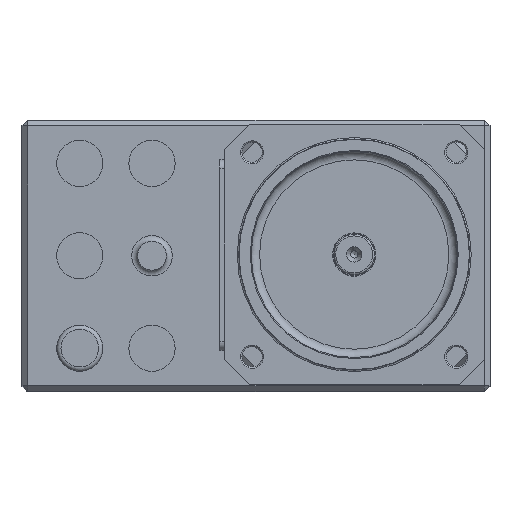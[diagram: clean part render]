
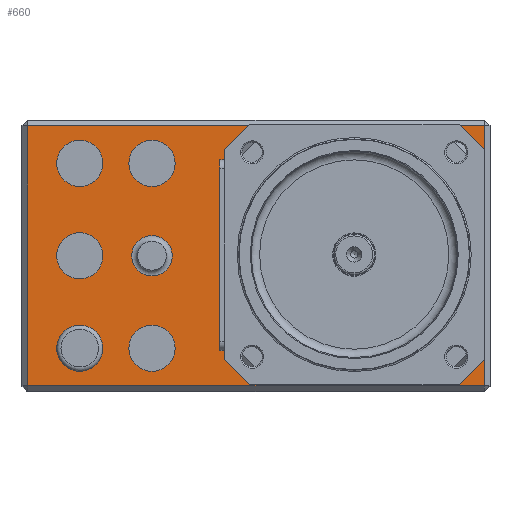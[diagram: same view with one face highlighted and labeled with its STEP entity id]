
A CAD part, top view. The second image highlights one B-rep face of the part: STEP entity #660.
In plain terms, the highlighted face is planar.
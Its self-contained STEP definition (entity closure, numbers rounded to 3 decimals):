
#163=PLANE('',#2432);
#245=FACE_BOUND('',#970,.T.);
#246=FACE_BOUND('',#972,.T.);
#247=FACE_BOUND('',#973,.T.);
#248=FACE_BOUND('',#974,.T.);
#249=FACE_BOUND('',#975,.T.);
#250=FACE_BOUND('',#976,.T.);
#251=FACE_BOUND('',#977,.T.);
#409=LINE('',#3984,#533);
#410=LINE('',#3987,#534);
#411=LINE('',#3989,#535);
#412=LINE('',#3991,#536);
#533=VECTOR('',#2987,1.);
#534=VECTOR('',#2988,1.);
#535=VECTOR('',#2989,1.);
#536=VECTOR('',#2990,1.);
#660=ADVANCED_FACE('',(#245,#799,#246,#247,#248,#249,#250,#251),#163,.T.);
#799=FACE_OUTER_BOUND('',#971,.T.);
#970=EDGE_LOOP('',(#1597));
#971=EDGE_LOOP('',(#1598,#1599,#1600,#1601));
#972=EDGE_LOOP('',(#1602));
#973=EDGE_LOOP('',(#1603));
#974=EDGE_LOOP('',(#1604));
#975=EDGE_LOOP('',(#1605));
#976=EDGE_LOOP('',(#1606));
#977=EDGE_LOOP('',(#1607));
#1119=CIRCLE('',#2425,7.);
#1120=CIRCLE('',#2426,8.);
#1121=CIRCLE('',#2427,8.);
#1122=CIRCLE('',#2428,8.);
#1123=CIRCLE('',#2429,8.);
#1124=CIRCLE('',#2430,8.);
#1125=CIRCLE('',#2431,24.);
#1597=ORIENTED_EDGE('',*,*,#2142,.T.);
#1598=ORIENTED_EDGE('',*,*,#2143,.T.);
#1599=ORIENTED_EDGE('',*,*,#2144,.T.);
#1600=ORIENTED_EDGE('',*,*,#2145,.T.);
#1601=ORIENTED_EDGE('',*,*,#2146,.T.);
#1602=ORIENTED_EDGE('',*,*,#2147,.F.);
#1603=ORIENTED_EDGE('',*,*,#2148,.T.);
#1604=ORIENTED_EDGE('',*,*,#2149,.T.);
#1605=ORIENTED_EDGE('',*,*,#2150,.T.);
#1606=ORIENTED_EDGE('',*,*,#2151,.T.);
#1607=ORIENTED_EDGE('',*,*,#2152,.F.);
#1877=VERTEX_POINT('',#3983);
#1878=VERTEX_POINT('',#3985);
#1879=VERTEX_POINT('',#3986);
#1880=VERTEX_POINT('',#3988);
#1881=VERTEX_POINT('',#3990);
#1882=VERTEX_POINT('',#3993);
#1883=VERTEX_POINT('',#3995);
#1884=VERTEX_POINT('',#3997);
#1885=VERTEX_POINT('',#3999);
#1886=VERTEX_POINT('',#4001);
#1887=VERTEX_POINT('',#4003);
#2142=EDGE_CURVE('',#1877,#1877,#1119,.T.);
#2143=EDGE_CURVE('',#1878,#1879,#409,.T.);
#2144=EDGE_CURVE('',#1879,#1880,#410,.T.);
#2145=EDGE_CURVE('',#1880,#1881,#411,.T.);
#2146=EDGE_CURVE('',#1881,#1878,#412,.T.);
#2147=EDGE_CURVE('',#1882,#1882,#1120,.T.);
#2148=EDGE_CURVE('',#1883,#1883,#1121,.T.);
#2149=EDGE_CURVE('',#1884,#1884,#1122,.T.);
#2150=EDGE_CURVE('',#1885,#1885,#1123,.T.);
#2151=EDGE_CURVE('',#1886,#1886,#1124,.T.);
#2152=EDGE_CURVE('',#1887,#1887,#1125,.T.);
#2425=AXIS2_PLACEMENT_3D('',#3982,#2985,#2986);
#2426=AXIS2_PLACEMENT_3D('',#3992,#2991,#2992);
#2427=AXIS2_PLACEMENT_3D('',#3994,#2993,#2994);
#2428=AXIS2_PLACEMENT_3D('',#3996,#2995,#2996);
#2429=AXIS2_PLACEMENT_3D('',#3998,#2997,#2998);
#2430=AXIS2_PLACEMENT_3D('',#4000,#2999,#3000);
#2431=AXIS2_PLACEMENT_3D('',#4002,#3001,#3002);
#2432=AXIS2_PLACEMENT_3D('',#4004,#3003,#3004);
#2985=DIRECTION('',(0.,0.,1.));
#2986=DIRECTION('',(-1.,0.,0.));
#2987=DIRECTION('',(1.,0.,0.));
#2988=DIRECTION('',(0.,-1.,0.));
#2989=DIRECTION('',(-1.,0.,0.));
#2990=DIRECTION('',(0.,1.,0.));
#2991=DIRECTION('',(0.,0.,-1.));
#2992=DIRECTION('',(-1.,0.,0.));
#2993=DIRECTION('',(0.,0.,1.));
#2994=DIRECTION('',(1.,0.,0.));
#2995=DIRECTION('',(0.,0.,1.));
#2996=DIRECTION('',(1.,0.,0.));
#2997=DIRECTION('',(0.,0.,1.));
#2998=DIRECTION('',(1.,0.,0.));
#2999=DIRECTION('',(0.,0.,1.));
#3000=DIRECTION('',(1.,0.,0.));
#3001=DIRECTION('',(0.,0.,-1.));
#3002=DIRECTION('',(-1.,0.,0.));
#3003=DIRECTION('',(0.,0.,-1.));
#3004=DIRECTION('',(-1.,0.,0.));
#3982=CARTESIAN_POINT('',(45.,47.,0.));
#3983=CARTESIAN_POINT('',(38.,47.,0.));
#3984=CARTESIAN_POINT('',(81.,92.,0.));
#3985=CARTESIAN_POINT('',(2.,92.,0.));
#3986=CARTESIAN_POINT('',(160.,92.,0.));
#3987=CARTESIAN_POINT('',(160.,47.,0.));
#3988=CARTESIAN_POINT('',(160.,2.,0.));
#3989=CARTESIAN_POINT('',(81.,2.,0.));
#3990=CARTESIAN_POINT('',(2.,2.,0.));
#3991=CARTESIAN_POINT('',(2.,47.,0.));
#3992=CARTESIAN_POINT('',(20.,79.,0.));
#3993=CARTESIAN_POINT('',(12.,79.,0.));
#3994=CARTESIAN_POINT('',(20.,47.,0.));
#3995=CARTESIAN_POINT('',(28.,47.,0.));
#3996=CARTESIAN_POINT('',(20.,15.,0.));
#3997=CARTESIAN_POINT('',(28.,15.,0.));
#3998=CARTESIAN_POINT('',(45.,79.,0.));
#3999=CARTESIAN_POINT('',(53.,79.,0.));
#4000=CARTESIAN_POINT('',(45.,15.,0.));
#4001=CARTESIAN_POINT('',(53.,15.,0.));
#4002=CARTESIAN_POINT('',(115.,47.,0.));
#4003=CARTESIAN_POINT('',(91.,47.,0.));
#4004=CARTESIAN_POINT('',(81.,47.,0.));
